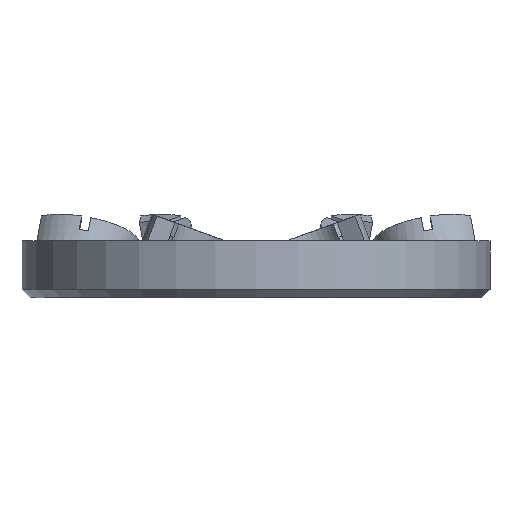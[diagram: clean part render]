
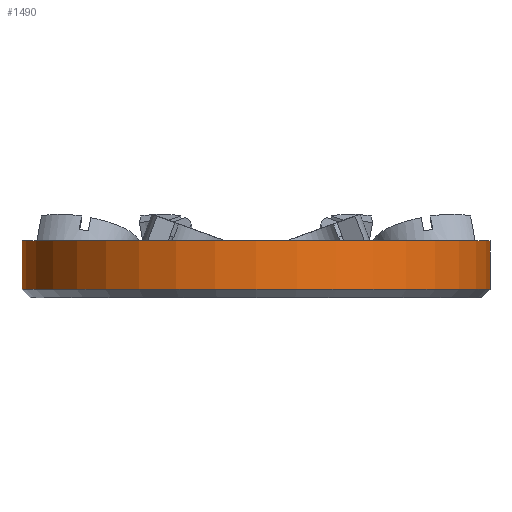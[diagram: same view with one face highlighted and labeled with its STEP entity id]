
A CAD part, front view. The second image highlights one B-rep face of the part: STEP entity #1490.
In plain terms, the highlighted cylindrical face has radius 16.465 mm (diameter 32.93 mm), a full revolution.
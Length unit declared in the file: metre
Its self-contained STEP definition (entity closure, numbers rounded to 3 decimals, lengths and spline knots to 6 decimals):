
#69=CYLINDRICAL_SURFACE('',#1683,0.016465);
#90=CIRCLE('',#1583,0.016465);
#142=CIRCLE('',#1684,0.016465);
#371=ORIENTED_EDGE('',*,*,#763,.T.);
#372=ORIENTED_EDGE('',*,*,#623,.F.);
#623=EDGE_CURVE('',#840,#840,#90,.T.);
#763=EDGE_CURVE('',#944,#944,#142,.T.);
#840=VERTEX_POINT('',#2315);
#944=VERTEX_POINT('',#2581);
#1218=EDGE_LOOP('',(#371));
#1219=EDGE_LOOP('',(#372));
#1334=FACE_BOUND('',#1218,.T.);
#1335=FACE_BOUND('',#1219,.T.);
#1490=ADVANCED_FACE('',(#1334,#1335),#69,.T.);
#1583=AXIS2_PLACEMENT_3D('',#2314,#1810,#1811);
#1683=AXIS2_PLACEMENT_3D('',#2579,#2071,#2072);
#1684=AXIS2_PLACEMENT_3D('',#2580,#2073,#2074);
#1810=DIRECTION('',(0.,0.,1.));
#1811=DIRECTION('',(1.,0.,0.));
#2071=DIRECTION('',(0.,0.,1.));
#2072=DIRECTION('',(1.,0.,0.));
#2073=DIRECTION('',(0.,0.,1.));
#2074=DIRECTION('',(1.,0.,0.));
#2314=CARTESIAN_POINT('',(0.,0.,-0.00175));
#2315=CARTESIAN_POINT('',(0.016465,0.,-0.00175));
#2579=CARTESIAN_POINT('',(0.,0.,-0.00575));
#2580=CARTESIAN_POINT('',(0.,0.,-0.00515));
#2581=CARTESIAN_POINT('',(0.016465,0.,-0.00515));
